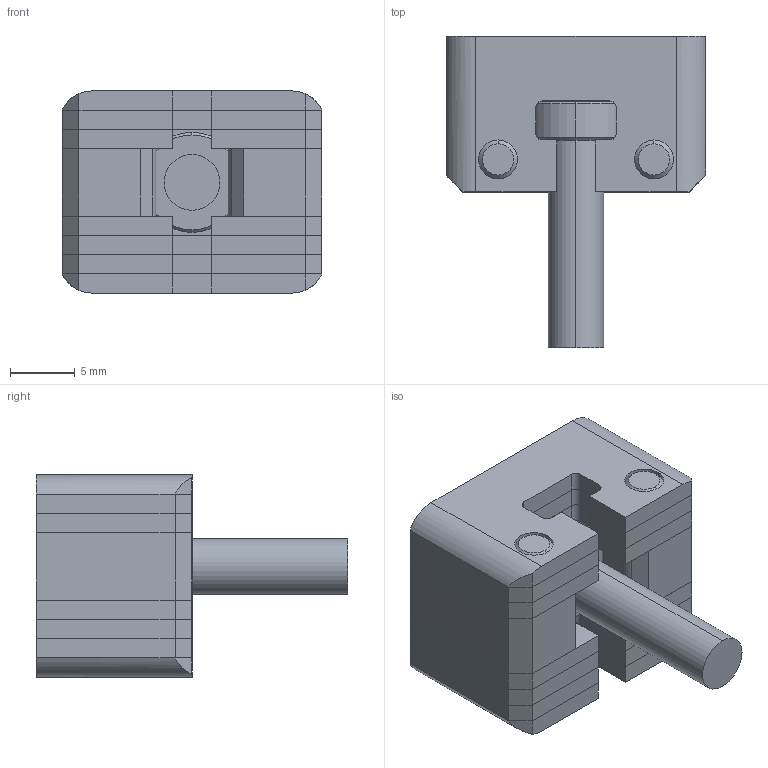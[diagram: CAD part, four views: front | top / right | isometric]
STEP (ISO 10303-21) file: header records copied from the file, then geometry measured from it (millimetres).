
FILE_DESCRIPTION (( 'STEP AP203' ), '1' );
FILE_NAME ('1a28.STEP', '2023-01-11T08:32:22', ( '' ), ( '' ), 'SwSTEP 2.0', 'SolidWorks 2019', '' );
FILE_SCHEMA (( 'CONFIG_CONTROL_DESIGN' ));
Length unit declared in the file: millimetre
Products named in the file (6): Bolt 615560068bb4da0dfe0d651b457848d0; 1a28; Pin_20 615560068bb4da0dfe0d651b457848d0; Lamela_Radius 615560068bb4da0dfe0d651b457848d0; Lamellar_Gas_Vent_ISGL20C 615560068bb4da0dfe0d651b457848d0; Lamela 615560068bb4da0dfe0d651b457848d0
Assembly tree (9 placements, depth 2):
  1a28
    Lamellar_Gas_Vent_ISGL20C 615560068bb4da0dfe0d651b457848d0
    Bolt 615560068bb4da0dfe0d651b457848d0
    Lamela_Radius 615560068bb4da0dfe0d651b457848d0  x2
    Lamela 615560068bb4da0dfe0d651b457848d0  x3
    Pin_20 615560068bb4da0dfe0d651b457848d0  x2
Bounding box: 20 x 24 x 15.56 mm (x, y, z)
Volume: 3437.5 mm3; surface area: 5270 mm2
Topology: 11 solids, 11 shells, 222 faces, 585 edges, 386 vertices
Faces by surface type: plane 131, cylinder 79, cone 12
Entity records: 4411 total; most frequent: DIRECTION 659, CARTESIAN_POINT 645, ORIENTED_EDGE 614, EDGE_CURVE 307, AXIS2_PLACEMENT_3D 224, LINE 211, VECTOR 211, VERTEX_POINT 202
